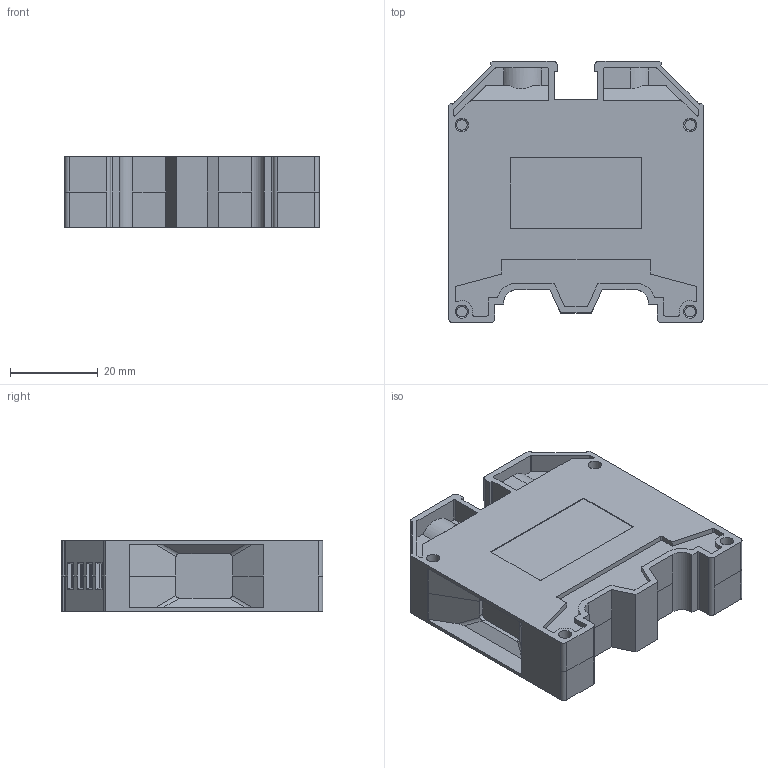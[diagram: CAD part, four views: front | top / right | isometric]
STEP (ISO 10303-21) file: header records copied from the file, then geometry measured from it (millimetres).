
FILE_DESCRIPTION(/* description */ (''),/* implementation_level */ '2;1');
FILE_NAME(/* name */ '117_sl35nisogeh_info.stp',/* time_stamp */ '2013-08-05T15:40:36+02:00',/* author */ (''),/* organization */ (''),/* preprocessor_version */ 'ST-DEVELOPER v14',/* originating_system */ 'SIEMENS PLM Software NX 8.0',/* authorisation */ '');
FILE_SCHEMA (('AP203_CONFIGURATION_CONTROLLED_3D_DESIGN_OF_MECHANICAL_PARTS_AND_ASSEMBLIES_MIM_LF { 1 0 10303 403 2 1 2}'));
Length unit declared in the file: millimetre
Products named in the file (1): scho14400D7A23un
Bounding box: 58 x 59.5 x 16 mm (x, y, z)
Volume: 40633.3 mm3; surface area: 13204.4 mm2
Topology: 1 solids, 1 shells, 446 faces, 1218 edges, 795 vertices
Faces by surface type: plane 293, cylinder 145, torus 8
Full cylindrical faces by diameter (mm): 3 x8, 6.8 x1, 8.5 x2
Entity records: 14092 total; most frequent: CARTESIAN_POINT 2621, ORIENTED_EDGE 2392, DIRECTION 2334, EDGE_CURVE 1196, LINE 868, VECTOR 868, VERTEX_POINT 792, AXIS2_PLACEMENT_3D 733
